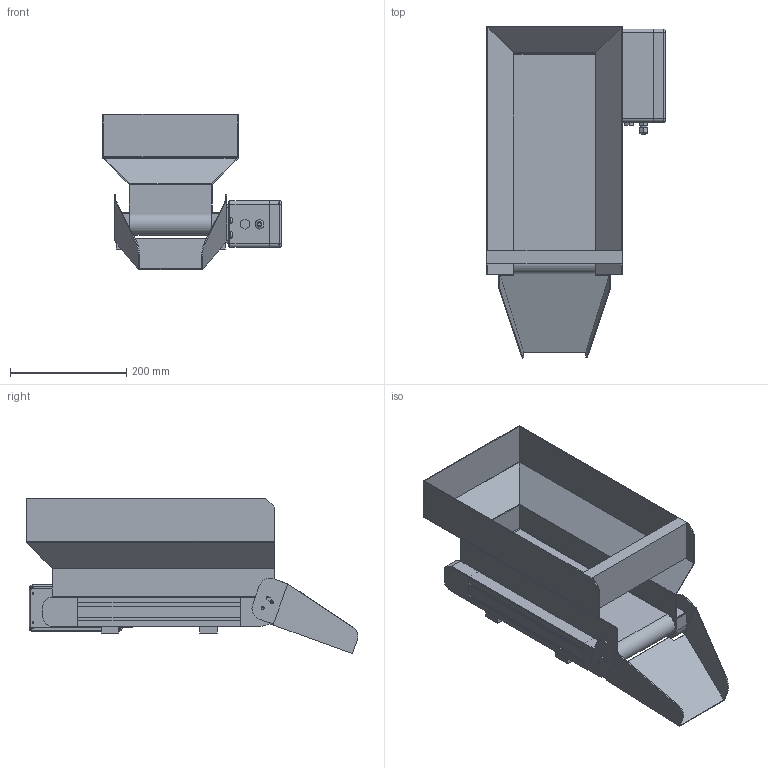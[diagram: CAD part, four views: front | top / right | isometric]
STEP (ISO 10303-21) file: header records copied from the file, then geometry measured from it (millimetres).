
FILE_DESCRIPTION(/* description */ ('Unknown'),/* implementation_level */ '2;1');
FILE_NAME(/* name */ 'BB12-Bibl-Mot24-links',/* time_stamp */ '2018-10-09T13:56:24+02:00',/* author */ ('Unknown'),/* organization */ ('Unknown'),/* preprocessor_version */ 'ST-DEVELOPER v16.7',/* originating_system */ 'DEX',/* authorisation */ $);
FILE_SCHEMA (('AUTOMOTIVE_DESIGN {1 0 10303 214 3 1 1}'));
Length unit declared in the file: millimetre
Products named in the file (20): BB12-Bibl-Mot24-links; Spannkopf-Bibl; BB12-Bibl-Längsprofil; Umlenkkopf-Bibl; BB12-Bibl-Leiste; Umlenkkopf-R-Bibl; BB12-Bibl-Gurt; BB12-Bibl-Wanne; BB12-Bibl-Rutsche; Bibl-ATS-GM-24DC; Bibl-Motorpl-24DC; Bibl-Gehäuse; Bibl-Gehäusedeckel; Kabelverschraubung M12x1,5; Blindstopfen M12x1,5; HRS-M6x12+ScSc+US DIN 125+Nutmutter M6 - Platte 5mm; Halbrundschraube M6x12; Schnorrscheibe Ø6,4; Scheibe Ø6,4 DIN125A; Nutmutter10x10-M6
Assembly tree (23 placements, depth 4):
  BB12-Bibl-Mot24-links
    Spannkopf-Bibl  x2
    BB12-Bibl-Längsprofil  x2
    Umlenkkopf-Bibl
    BB12-Bibl-Leiste  x2
    Umlenkkopf-R-Bibl
    BB12-Bibl-Gurt
    BB12-Bibl-Wanne
    BB12-Bibl-Rutsche
    Bibl-ATS-GM-24DC
      Bibl-Motorpl-24DC
      Bibl-Gehäuse
      Bibl-Gehäusedeckel
      Kabelverschraubung M12x1,5
      Blindstopfen M12x1,5
      HRS-M6x12+ScSc+US DIN 125+Nutmutter M6 - Platte 5mm  x2
        Halbrundschraube M6x12
        Schnorrscheibe Ø6,4
        Scheibe Ø6,4 DIN125A
        Nutmutter10x10-M6
Bounding box: 306.5 x 570.85 x 267.39 mm (x, y, z)
Volume: 5045575.6 mm3; surface area: 1026584 mm2
Topology: 24 solids, 24 shells, 448 faces, 1147 edges, 758 vertices
Faces by surface type: plane 275, cylinder 155, torus 10, cone 8
Full cylindrical faces by diameter (mm): 2.5 x4, 3.3 x4, 4.2 x4, 4.917 x2, 5 x4, 5.5 x2, 6 x3, 6.4 x4, 6.8 x2, 7.5 x4, 10 x2, 11.2 x2, 12 x5, 15 x1, 20 x2
Entity records: 10598 total; most frequent: CARTESIAN_POINT 1863, DIRECTION 1719, ORIENTED_EDGE 1556, EDGE_CURVE 778, AXIS2_PLACEMENT_3D 603, VERTEX_POINT 531, LINE 513, VECTOR 513
